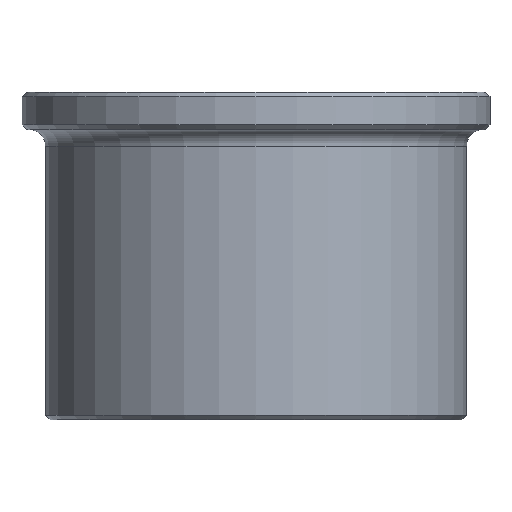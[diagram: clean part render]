
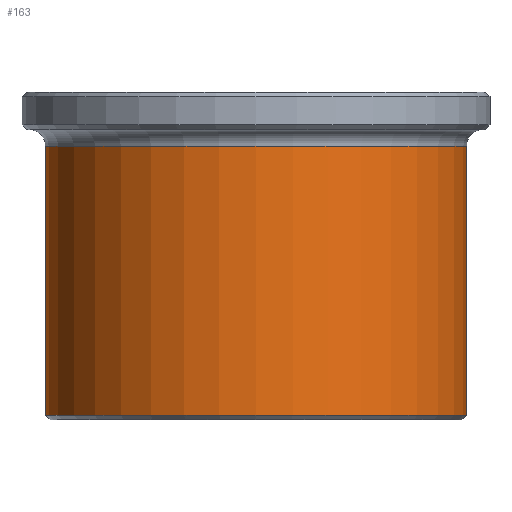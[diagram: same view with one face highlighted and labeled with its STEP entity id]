
A CAD part, front view. The second image highlights one B-rep face of the part: STEP entity #163.
In plain terms, the highlighted cylindrical face has radius 45 mm (diameter 90 mm), a full revolution.
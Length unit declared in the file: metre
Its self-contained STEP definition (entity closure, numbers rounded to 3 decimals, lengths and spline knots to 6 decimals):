
#163=ADVANCED_FACE('',(#199,#200),#201,.T.);
#199=FACE_OUTER_BOUND('',#3151,.T.);
#200=FACE_OUTER_BOUND('',#3152,.T.);
#201=CYLINDRICAL_SURFACE('',#3153,0.045);
#3151=EDGE_LOOP('',(#6134));
#3152=EDGE_LOOP('',(#6135));
#3153=AXIS2_PLACEMENT_3D('',#6136,#6137,#6138);
#6134=ORIENTED_EDGE('',*,*,#6187,.T.);
#6135=ORIENTED_EDGE('',*,*,#6188,.F.);
#6136=CARTESIAN_POINT('',(0.0,0.0,0.));
#6137=DIRECTION('',(0.0,0.,-1.0));
#6138=DIRECTION('',(0.0,1.0,0.));
#6187=EDGE_CURVE('',#6226,#6226,#6227,.T.);
#6188=EDGE_CURVE('',#6228,#6228,#6229,.T.);
#6226=VERTEX_POINT('',#6494);
#6227=CIRCLE('',#6495,0.045);
#6228=VERTEX_POINT('',#6496);
#6229=CIRCLE('',#6497,0.045);
#6494=CARTESIAN_POINT('',(0.0,0.045,0.0585));
#6495=AXIS2_PLACEMENT_3D('',#6541,#6542,#6543);
#6496=CARTESIAN_POINT('',(0.0,0.045,0.001));
#6497=AXIS2_PLACEMENT_3D('',#6544,#6545,#6546);
#6541=CARTESIAN_POINT('',(0.0,0.0,0.0585));
#6542=DIRECTION('',(0.0,0.,-1.0));
#6543=DIRECTION('',(0.0,1.0,0.));
#6544=CARTESIAN_POINT('',(0.0,0.0,0.001));
#6545=DIRECTION('',(0.0,0.,-1.0));
#6546=DIRECTION('',(0.0,1.0,0.));
